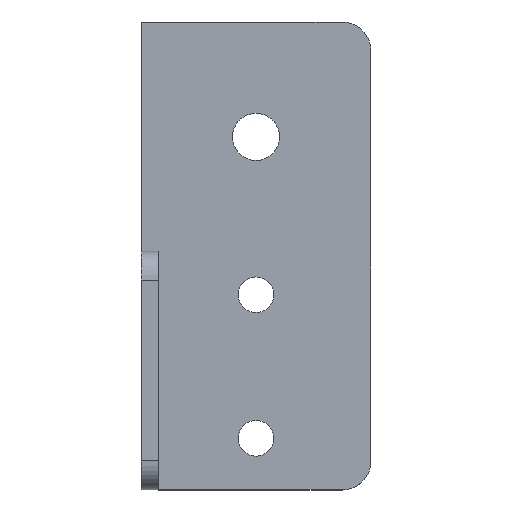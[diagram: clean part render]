
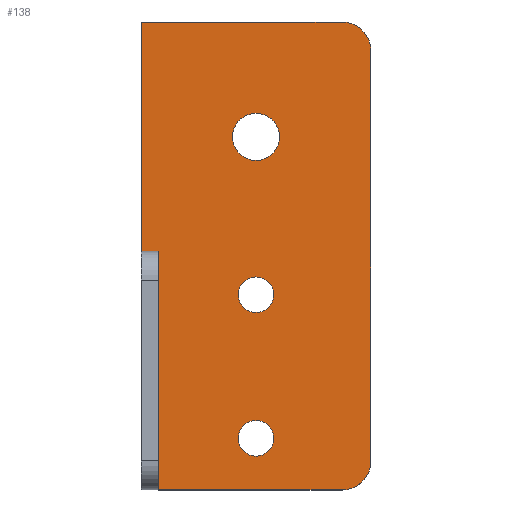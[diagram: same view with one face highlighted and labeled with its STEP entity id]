
A CAD part, top view. The second image highlights one B-rep face of the part: STEP entity #138.
In plain terms, the highlighted planar face has unit normal (0, 0, 1).
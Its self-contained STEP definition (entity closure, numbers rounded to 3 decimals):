
#2 = CARTESIAN_POINT ( 'NONE',  ( 3., 0., 3. ) ) ;
#9 = DIRECTION ( 'NONE',  ( -1., 0., 0. ) ) ;
#10 = LINE ( 'NONE', #624, #571 ) ;
#12 = DIRECTION ( 'NONE',  ( 0., -1., 0. ) ) ;
#17 = CARTESIAN_POINT ( 'NONE',  ( 3., 0., 3. ) ) ;
#18 = EDGE_LOOP ( 'NONE', ( #28, #362, #652, #482, #559, #141, #220, #627 ) ) ;
#28 = ORIENTED_EDGE ( 'NONE', *, *, #423, .T. ) ;
#31 = CARTESIAN_POINT ( 'NONE',  ( 20., 9., 3. ) ) ;
#40 = ORIENTED_EDGE ( 'NONE', *, *, #468, .T. ) ;
#52 = AXIS2_PLACEMENT_3D ( 'NONE', #591, #374, #260 ) ;
#57 = AXIS2_PLACEMENT_3D ( 'NONE', #140, #505, #449 ) ;
#60 = CARTESIAN_POINT ( 'NONE',  ( 40., 76.5, 3. ) ) ;
#62 = EDGE_LOOP ( 'NONE', ( #252, #542 ) ) ;
#66 = DIRECTION ( 'NONE',  ( -1., 0., 0. ) ) ;
#76 = DIRECTION ( 'NONE',  ( 0., 0., -1. ) ) ;
#78 = EDGE_LOOP ( 'NONE', ( #97, #240 ) ) ;
#80 = DIRECTION ( 'NONE',  ( 1., 0., 0. ) ) ;
#83 = EDGE_CURVE ( 'NONE', #264, #668, #399, .T. ) ;
#90 = FACE_BOUND ( 'NONE', #78, .T. ) ;
#91 = AXIS2_PLACEMENT_3D ( 'NONE', #31, #76, #617 ) ;
#96 = EDGE_CURVE ( 'NONE', #371, #102, #656, .T. ) ;
#97 = ORIENTED_EDGE ( 'NONE', *, *, #667, .T. ) ;
#101 = CARTESIAN_POINT ( 'NONE',  ( 3., 41.5, 3. ) ) ;
#102 = VERTEX_POINT ( 'NONE', #376 ) ;
#104 = CARTESIAN_POINT ( 'NONE',  ( 16.9, 9., 3. ) ) ;
#126 = FACE_BOUND ( 'NONE', #62, .T. ) ;
#134 = DIRECTION ( 'NONE',  ( 0., 0., -1. ) ) ;
#136 = CARTESIAN_POINT ( 'NONE',  ( 15.9, 61.5, 3. ) ) ;
#138 = ADVANCED_FACE ( 'NONE', ( #90, #156, #126, #243 ), #322, .F. ) ;
#140 = CARTESIAN_POINT ( 'NONE',  ( 20., 34., 3. ) ) ;
#141 = ORIENTED_EDGE ( 'NONE', *, *, #96, .T. ) ;
#156 = FACE_BOUND ( 'NONE', #447, .T. ) ;
#157 = DIRECTION ( 'NONE',  ( 0., 0., -1. ) ) ;
#171 = AXIS2_PLACEMENT_3D ( 'NONE', #560, #134, #195 ) ;
#174 = VERTEX_POINT ( 'NONE', #60 ) ;
#175 = VERTEX_POINT ( 'NONE', #309 ) ;
#181 = CARTESIAN_POINT ( 'NONE',  ( 20., 61.5, 3. ) ) ;
#185 = VERTEX_POINT ( 'NONE', #2 ) ;
#195 = DIRECTION ( 'NONE',  ( -1., 0., 0. ) ) ;
#197 = VECTOR ( 'NONE', #12, 1000. ) ;
#206 = CIRCLE ( 'NONE', #91, 3.1 ) ;
#210 = CARTESIAN_POINT ( 'NONE',  ( 40., 5., 3. ) ) ;
#213 = VECTOR ( 'NONE', #435, 1000. ) ;
#218 = CARTESIAN_POINT ( 'NONE',  ( 3., 81.5, 3. ) ) ;
#220 = ORIENTED_EDGE ( 'NONE', *, *, #558, .T. ) ;
#222 = VECTOR ( 'NONE', #80, 1000. ) ;
#231 = CARTESIAN_POINT ( 'NONE',  ( 40., 81.5, 3. ) ) ;
#238 = AXIS2_PLACEMENT_3D ( 'NONE', #577, #157, #9 ) ;
#239 = VERTEX_POINT ( 'NONE', #643 ) ;
#240 = ORIENTED_EDGE ( 'NONE', *, *, #473, .T. ) ;
#242 = CIRCLE ( 'NONE', #525, 5. ) ;
#243 = FACE_OUTER_BOUND ( 'NONE', #18, .T. ) ;
#252 = ORIENTED_EDGE ( 'NONE', *, *, #401, .T. ) ;
#255 = EDGE_CURVE ( 'NONE', #371, #265, #620, .T. ) ;
#258 = CARTESIAN_POINT ( 'NONE',  ( 23.1, 9., 3. ) ) ;
#260 = DIRECTION ( 'NONE',  ( -1., 0., 0. ) ) ;
#264 = VERTEX_POINT ( 'NONE', #104 ) ;
#265 = VERTEX_POINT ( 'NONE', #368 ) ;
#269 = CARTESIAN_POINT ( 'NONE',  ( 20., 9., 3. ) ) ;
#274 = LINE ( 'NONE', #17, #222 ) ;
#309 = CARTESIAN_POINT ( 'NONE',  ( 24.1, 61.5, 3. ) ) ;
#310 = CARTESIAN_POINT ( 'NONE',  ( 35., 5., 3. ) ) ;
#318 = DIRECTION ( 'NONE',  ( -1., 0., 0. ) ) ;
#320 = EDGE_CURVE ( 'NONE', #670, #185, #538, .T. ) ;
#322 = PLANE ( 'NONE',  #52 ) ;
#325 = DIRECTION ( 'NONE',  ( -1., 0., 0. ) ) ;
#332 = CARTESIAN_POINT ( 'NONE',  ( 35., 76.5, 3. ) ) ;
#336 = VERTEX_POINT ( 'NONE', #440 ) ;
#341 = AXIS2_PLACEMENT_3D ( 'NONE', #332, #378, #66 ) ;
#348 = VECTOR ( 'NONE', #607, 1000. ) ;
#361 = EDGE_CURVE ( 'NONE', #174, #661, #561, .T. ) ;
#362 = ORIENTED_EDGE ( 'NONE', *, *, #658, .T. ) ;
#363 = VERTEX_POINT ( 'NONE', #492 ) ;
#368 = CARTESIAN_POINT ( 'NONE',  ( 35., 81.5, 3. ) ) ;
#371 = VERTEX_POINT ( 'NONE', #386 ) ;
#374 = DIRECTION ( 'NONE',  ( 0., 0., -1. ) ) ;
#376 = CARTESIAN_POINT ( 'NONE',  ( 0., 41.5, 3. ) ) ;
#378 = DIRECTION ( 'NONE',  ( 0., 0., 1. ) ) ;
#386 = CARTESIAN_POINT ( 'NONE',  ( 0., 81.5, 3. ) ) ;
#392 = CIRCLE ( 'NONE', #57, 3.1 ) ;
#397 = EDGE_CURVE ( 'NONE', #174, #265, #414, .T. ) ;
#399 = CIRCLE ( 'NONE', #544, 3.1 ) ;
#401 = EDGE_CURVE ( 'NONE', #508, #175, #539, .T. ) ;
#404 = AXIS2_PLACEMENT_3D ( 'NONE', #181, #657, #604 ) ;
#414 = CIRCLE ( 'NONE', #341, 5. ) ;
#416 = DIRECTION ( 'NONE',  ( 0., 0., 1. ) ) ;
#423 = EDGE_CURVE ( 'NONE', #185, #336, #274, .T. ) ;
#435 = DIRECTION ( 'NONE',  ( 0., -1., 0. ) ) ;
#440 = CARTESIAN_POINT ( 'NONE',  ( 35., 0., 3. ) ) ;
#442 = VECTOR ( 'NONE', #645, 1000. ) ;
#447 = EDGE_LOOP ( 'NONE', ( #549, #40 ) ) ;
#449 = DIRECTION ( 'NONE',  ( -1., 0., 0. ) ) ;
#468 = EDGE_CURVE ( 'NONE', #668, #264, #206, .T. ) ;
#473 = EDGE_CURVE ( 'NONE', #363, #239, #392, .T. ) ;
#482 = ORIENTED_EDGE ( 'NONE', *, *, #397, .T. ) ;
#492 = CARTESIAN_POINT ( 'NONE',  ( 23.1, 34., 3. ) ) ;
#505 = DIRECTION ( 'NONE',  ( 0., 0., -1. ) ) ;
#507 = EDGE_CURVE ( 'NONE', #175, #508, #589, .T. ) ;
#508 = VERTEX_POINT ( 'NONE', #136 ) ;
#511 = DIRECTION ( 'NONE',  ( 1., 0., 0. ) ) ;
#525 = AXIS2_PLACEMENT_3D ( 'NONE', #310, #416, #318 ) ;
#538 = LINE ( 'NONE', #659, #213 ) ;
#539 = CIRCLE ( 'NONE', #404, 4.1 ) ;
#542 = ORIENTED_EDGE ( 'NONE', *, *, #507, .T. ) ;
#544 = AXIS2_PLACEMENT_3D ( 'NONE', #269, #649, #325 ) ;
#549 = ORIENTED_EDGE ( 'NONE', *, *, #83, .T. ) ;
#558 = EDGE_CURVE ( 'NONE', #102, #670, #10, .T. ) ;
#559 = ORIENTED_EDGE ( 'NONE', *, *, #255, .F. ) ;
#560 = CARTESIAN_POINT ( 'NONE',  ( 20., 61.5, 3. ) ) ;
#561 = LINE ( 'NONE', #231, #348 ) ;
#571 = VECTOR ( 'NONE', #511, 1000. ) ;
#577 = CARTESIAN_POINT ( 'NONE',  ( 20., 34., 3. ) ) ;
#589 = CIRCLE ( 'NONE', #171, 4.1 ) ;
#591 = CARTESIAN_POINT ( 'NONE',  ( 3., 81.5, 3. ) ) ;
#592 = CARTESIAN_POINT ( 'NONE',  ( 0., 81.5, 3. ) ) ;
#604 = DIRECTION ( 'NONE',  ( -1., 0., 0. ) ) ;
#607 = DIRECTION ( 'NONE',  ( 0., -1., 0. ) ) ;
#617 = DIRECTION ( 'NONE',  ( -1., 0., 0. ) ) ;
#620 = LINE ( 'NONE', #218, #442 ) ;
#624 = CARTESIAN_POINT ( 'NONE',  ( -7., 41.5, 3. ) ) ;
#627 = ORIENTED_EDGE ( 'NONE', *, *, #320, .T. ) ;
#643 = CARTESIAN_POINT ( 'NONE',  ( 16.9, 34., 3. ) ) ;
#645 = DIRECTION ( 'NONE',  ( 1., 0., 0. ) ) ;
#649 = DIRECTION ( 'NONE',  ( 0., 0., -1. ) ) ;
#652 = ORIENTED_EDGE ( 'NONE', *, *, #361, .F. ) ;
#656 = LINE ( 'NONE', #592, #197 ) ;
#657 = DIRECTION ( 'NONE',  ( 0., 0., -1. ) ) ;
#658 = EDGE_CURVE ( 'NONE', #336, #661, #242, .T. ) ;
#659 = CARTESIAN_POINT ( 'NONE',  ( 3., 81.5, 3. ) ) ;
#661 = VERTEX_POINT ( 'NONE', #210 ) ;
#667 = EDGE_CURVE ( 'NONE', #239, #363, #673, .T. ) ;
#668 = VERTEX_POINT ( 'NONE', #258 ) ;
#670 = VERTEX_POINT ( 'NONE', #101 ) ;
#673 = CIRCLE ( 'NONE', #238, 3.1 ) ;
